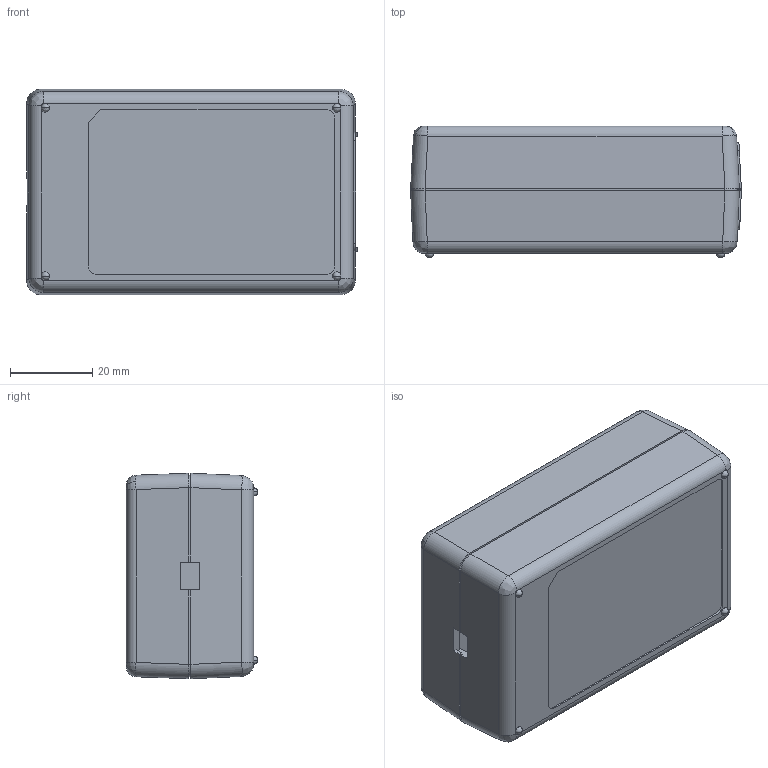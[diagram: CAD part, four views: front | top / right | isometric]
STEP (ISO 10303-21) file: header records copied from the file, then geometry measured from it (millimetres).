
FILE_DESCRIPTION((''),'2;1');
FILE_NAME('GT-46181-18VV-T3_1_ASM','2022-07-26T11:35:29',('rd05'),(''),'CREO PARAMETRIC BY PTC INC, 2018050','CREO PARAMETRIC BY PTC INC, 2018050','');
FILE_SCHEMA(('CONFIG_CONTROL_DESIGN','GEOMETRIC_VALIDATION_PROPERTIES_MIM'));
Length unit declared in the file: millimetre
Products named in the file (4): SOCKET-3; GT-46181-TOP-CASE; GT-46181-BOTTOM-CASE; GT-46181-18VV-T3_1_ASM
Assembly tree (3 placements, depth 2):
  GT-46181-18VV-T3_1_ASM
    SOCKET-3
    GT-46181-TOP-CASE
    GT-46181-BOTTOM-CASE
Bounding box: 80.5 x 32 x 50 mm (x, y, z)
Volume: 30541.2 mm3; surface area: 33741 mm2
Topology: 3 solids, 3 shells, 460 faces, 1236 edges, 793 vertices
Faces by surface type: plane 327, cylinder 81, bspline 24, cone 16, sphere 8, torus 4
Entity records: 15846 total; most frequent: CARTESIAN_POINT 4364, ORIENTED_EDGE 2440, DIRECTION 2142, EDGE_CURVE 1220, VECTOR 944, LINE 944, VERTEX_POINT 793, AXIS2_PLACEMENT_3D 599
